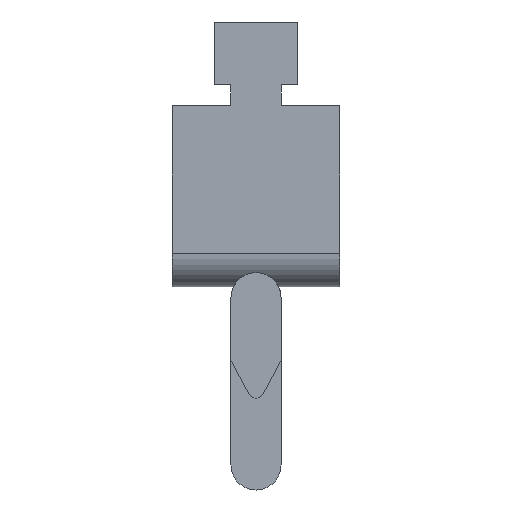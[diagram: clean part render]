
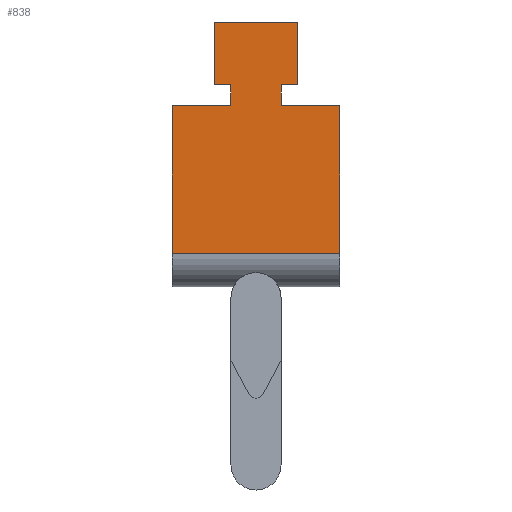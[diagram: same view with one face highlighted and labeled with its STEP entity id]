
A CAD part, front view. The second image highlights one B-rep face of the part: STEP entity #838.
In plain terms, the highlighted planar face has unit normal (0, -1, 0).
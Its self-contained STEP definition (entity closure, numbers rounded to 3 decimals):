
#838=ADVANCED_FACE('',(#2263),#2264,.F.);
#1770=VERTEX_POINT('',#3239);
#1774=VERTEX_POINT('',#3243);
#1778=EDGE_CURVE('',#1774,#1770,#3247,.T.);
#1780=VERTEX_POINT('',#3249);
#1782=EDGE_CURVE('',#1774,#1780,#3251,.T.);
#1784=VERTEX_POINT('',#3253);
#1786=EDGE_CURVE('',#1784,#1780,#3255,.T.);
#1788=VERTEX_POINT('',#3257);
#1790=EDGE_CURVE('',#1788,#1784,#3259,.T.);
#1792=VERTEX_POINT('',#3261);
#1794=EDGE_CURVE('',#1788,#1792,#3263,.T.);
#1796=VERTEX_POINT('',#3265);
#1798=EDGE_CURVE('',#1796,#1792,#3267,.T.);
#1800=VERTEX_POINT('',#3269);
#1802=EDGE_CURVE('',#1796,#1800,#3271,.T.);
#1804=VERTEX_POINT('',#3273);
#1806=EDGE_CURVE('',#1800,#1804,#3275,.T.);
#1808=VERTEX_POINT('',#3277);
#1810=EDGE_CURVE('',#1808,#1804,#3279,.T.);
#1812=VERTEX_POINT('',#3281);
#1814=EDGE_CURVE('',#1812,#1808,#3283,.T.);
#1816=VERTEX_POINT('',#3285);
#1818=EDGE_CURVE('',#1816,#1812,#3287,.T.);
#1820=EDGE_CURVE('',#1770,#1816,#3289,.T.);
#2263=FACE_OUTER_BOUND('',#3722,.T.);
#2264=PLANE('',#3723);
#3239=CARTESIAN_POINT('',(15.0,15.5,56.0));
#3243=CARTESIAN_POINT('',(5.0,15.5,56.0));
#3247=LINE('',#5215,#5216);
#3249=CARTESIAN_POINT('',(5.0,15.5,48.5));
#3251=LINE('',#5221,#5222);
#3253=CARTESIAN_POINT('',(7.0,15.5,48.5));
#3255=LINE('',#5227,#5228);
#3257=CARTESIAN_POINT('',(7.0,15.5,46.0));
#3259=LINE('',#5233,#5234);
#3261=CARTESIAN_POINT('',(0.0,15.5,46.0));
#3263=LINE('',#5239,#5240);
#3265=CARTESIAN_POINT('',(0.0,15.5,28.3));
#3267=LINE('',#5245,#5246);
#3269=CARTESIAN_POINT('',(20.0,15.5,28.3));
#3271=LINE('',#5251,#5252);
#3273=CARTESIAN_POINT('',(20.0,15.5,46.0));
#3275=LINE('',#5257,#5258);
#3277=CARTESIAN_POINT('',(13.0,15.5,46.0));
#3279=LINE('',#5263,#5264);
#3281=CARTESIAN_POINT('',(13.0,15.5,48.5));
#3283=LINE('',#5269,#5270);
#3285=CARTESIAN_POINT('',(15.0,15.5,48.5));
#3287=LINE('',#5275,#5276);
#3289=LINE('',#5279,#5280);
#3722=EDGE_LOOP('',(#6361,#6362,#6363,#6364,#6365,#6366,#6367,#6368,#6369,#6370,#6371,#6372));
#3723=AXIS2_PLACEMENT_3D('',#6373,#6374,#6375);
#5215=CARTESIAN_POINT('',(5.0,15.5,56.0));
#5216=VECTOR('',#7265,10.0);
#5221=CARTESIAN_POINT('',(5.0,15.5,56.0));
#5222=VECTOR('',#7266,7.5);
#5227=CARTESIAN_POINT('',(7.0,15.5,48.5));
#5228=VECTOR('',#7267,2.0);
#5233=CARTESIAN_POINT('',(7.0,15.5,46.0));
#5234=VECTOR('',#7268,2.5);
#5239=CARTESIAN_POINT('',(7.0,15.5,46.0));
#5240=VECTOR('',#7269,7.0);
#5245=CARTESIAN_POINT('',(0.0,15.5,28.3));
#5246=VECTOR('',#7270,17.7);
#5251=CARTESIAN_POINT('',(0.0,15.5,28.3));
#5252=VECTOR('',#7271,20.0);
#5257=CARTESIAN_POINT('',(20.0,15.5,28.3));
#5258=VECTOR('',#7272,17.7);
#5263=CARTESIAN_POINT('',(13.0,15.5,46.0));
#5264=VECTOR('',#7273,7.0);
#5269=CARTESIAN_POINT('',(13.0,15.5,48.5));
#5270=VECTOR('',#7274,2.5);
#5275=CARTESIAN_POINT('',(15.0,15.5,48.5));
#5276=VECTOR('',#7275,2.0);
#5279=CARTESIAN_POINT('',(15.0,15.5,56.0));
#5280=VECTOR('',#7276,7.5);
#6361=ORIENTED_EDGE('',*,*,#1782,.T.);
#6362=ORIENTED_EDGE('',*,*,#1786,.F.);
#6363=ORIENTED_EDGE('',*,*,#1790,.F.);
#6364=ORIENTED_EDGE('',*,*,#1794,.T.);
#6365=ORIENTED_EDGE('',*,*,#1798,.F.);
#6366=ORIENTED_EDGE('',*,*,#1802,.T.);
#6367=ORIENTED_EDGE('',*,*,#1806,.T.);
#6368=ORIENTED_EDGE('',*,*,#1810,.F.);
#6369=ORIENTED_EDGE('',*,*,#1814,.F.);
#6370=ORIENTED_EDGE('',*,*,#1818,.F.);
#6371=ORIENTED_EDGE('',*,*,#1820,.F.);
#6372=ORIENTED_EDGE('',*,*,#1778,.F.);
#6373=CARTESIAN_POINT('',(20.0,15.5,56.0));
#6374=DIRECTION('',(-0.0,1.0,0.0));
#6375=DIRECTION('',(1.0,0.0,0.0));
#7265=DIRECTION('',(1.0,0.0,0.0));
#7266=DIRECTION('',(0.0,0.0,-1.0));
#7267=DIRECTION('',(-1.0,0.0,0.0));
#7268=DIRECTION('',(0.0,0.0,1.0));
#7269=DIRECTION('',(-1.0,0.0,0.0));
#7270=DIRECTION('',(0.0,0.0,1.0));
#7271=DIRECTION('',(1.0,0.0,0.0));
#7272=DIRECTION('',(0.0,0.0,1.0));
#7273=DIRECTION('',(1.0,0.0,0.0));
#7274=DIRECTION('',(0.0,0.0,-1.0));
#7275=DIRECTION('',(-1.0,0.0,0.0));
#7276=DIRECTION('',(0.0,0.0,-1.0));
